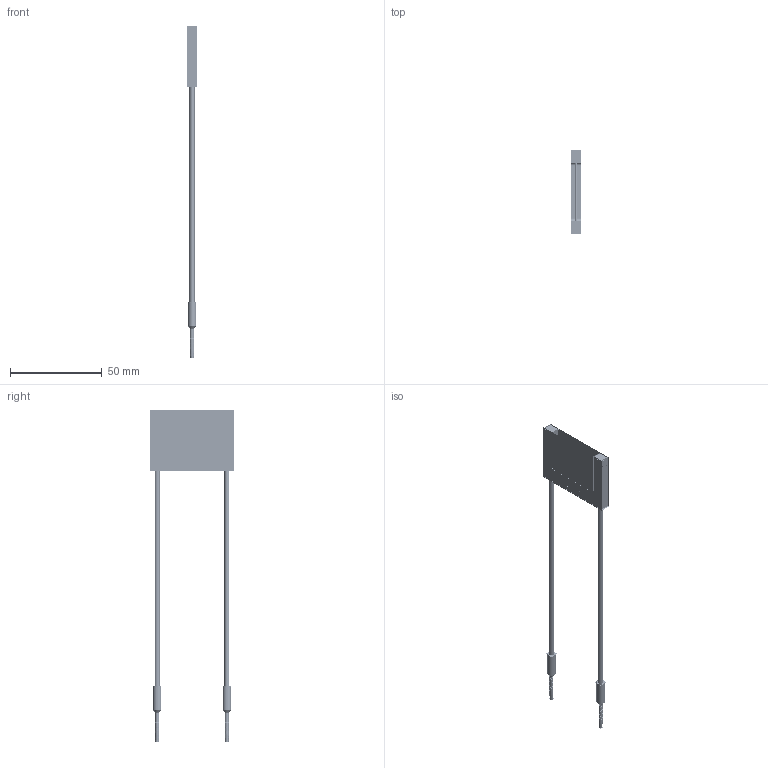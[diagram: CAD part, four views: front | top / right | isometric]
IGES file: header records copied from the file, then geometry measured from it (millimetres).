
Start section:  PTC IGES file: 193362.igs
Global section: file name: 193362.igs; native system: Creo Parametric by Parametric Technology Corporation; preprocessor: 2013230; author: pdmadmin; organization: Unknown; date: 20160302.094551; units: millimetre
Bounding box: 5.18 x 45.7 x 180.97 mm (x, y, z)
Volume: 5101.1 mm3; surface area: 72219.4 mm2
Topology: 11 solids, 13 shells, 1616 faces, 8376 edges, 10812 vertices
Faces by surface type: revolution 1268, bspline 348
